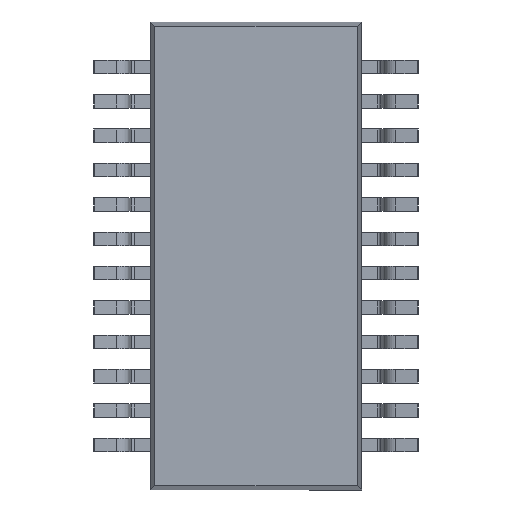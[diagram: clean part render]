
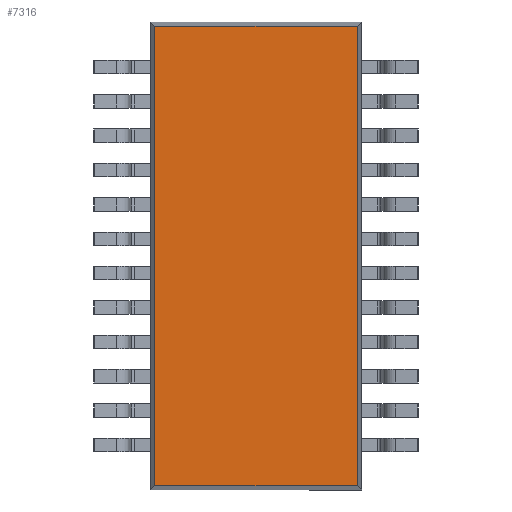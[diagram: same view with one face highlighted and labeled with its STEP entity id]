
A CAD part, front view. The second image highlights one B-rep face of the part: STEP entity #7316.
In plain terms, the highlighted planar face has unit normal (0, -1, 0).
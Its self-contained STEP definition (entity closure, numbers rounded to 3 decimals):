
#237 = DIRECTION ( 'NONE',  ( 1., 0., 0. ) ) ;
#348 = CARTESIAN_POINT ( 'NONE',  ( 1.95, 0.25, 4.245 ) ) ;
#691 = LINE ( 'NONE', #6652, #5849 ) ;
#1104 = CARTESIAN_POINT ( 'NONE',  ( 1.87, 0.25, -4.245 ) ) ;
#1522 = LINE ( 'NONE', #11058, #4539 ) ;
#1592 = ORIENTED_EDGE ( 'NONE', *, *, #10013, .T. ) ;
#1685 = EDGE_CURVE ( 'NONE', #7745, #8498, #1522, .T. ) ;
#1745 = LINE ( 'NONE', #10375, #10568 ) ;
#1845 = CARTESIAN_POINT ( 'NONE',  ( 0., 0.25, 0. ) ) ;
#2554 = DIRECTION ( 'NONE',  ( 0., 0., 1. ) ) ;
#2721 = EDGE_CURVE ( 'NONE', #8498, #10971, #1745, .T. ) ;
#3639 = FACE_OUTER_BOUND ( 'NONE', #8535, .T. ) ;
#4279 = CARTESIAN_POINT ( 'NONE',  ( 1.87, 0.25, 4.245 ) ) ;
#4511 = ORIENTED_EDGE ( 'NONE', *, *, #2721, .T. ) ;
#4539 = VECTOR ( 'NONE', #7529, 1000. ) ;
#5032 = AXIS2_PLACEMENT_3D ( 'NONE', #1845, #10259, #9397 ) ;
#5221 = VECTOR ( 'NONE', #10716, 1000. ) ;
#5432 = EDGE_CURVE ( 'NONE', #10971, #5666, #691, .T. ) ;
#5666 = VERTEX_POINT ( 'NONE', #4279 ) ;
#5849 = VECTOR ( 'NONE', #2554, 1000. ) ;
#5918 = CARTESIAN_POINT ( 'NONE',  ( -1.87, 0.25, -4.245 ) ) ;
#6652 = CARTESIAN_POINT ( 'NONE',  ( 1.87, 0.25, -4.325 ) ) ;
#6854 = PLANE ( 'NONE',  #5032 ) ;
#7163 = CARTESIAN_POINT ( 'NONE',  ( -1.87, 0.25, 4.245 ) ) ;
#7316 = ADVANCED_FACE ( 'NONE', ( #3639 ), #6854, .T. ) ;
#7529 = DIRECTION ( 'NONE',  ( 0., 0., -1. ) ) ;
#7745 = VERTEX_POINT ( 'NONE', #7163 ) ;
#8498 = VERTEX_POINT ( 'NONE', #5918 ) ;
#8535 = EDGE_LOOP ( 'NONE', ( #4511, #9179, #1592, #10122 ) ) ;
#9179 = ORIENTED_EDGE ( 'NONE', *, *, #5432, .T. ) ;
#9397 = DIRECTION ( 'NONE',  ( 0., 0., -1. ) ) ;
#9645 = LINE ( 'NONE', #348, #5221 ) ;
#10013 = EDGE_CURVE ( 'NONE', #5666, #7745, #9645, .T. ) ;
#10122 = ORIENTED_EDGE ( 'NONE', *, *, #1685, .T. ) ;
#10259 = DIRECTION ( 'NONE',  ( 0., -1., 0. ) ) ;
#10375 = CARTESIAN_POINT ( 'NONE',  ( -1.95, 0.25, -4.245 ) ) ;
#10568 = VECTOR ( 'NONE', #237, 1000. ) ;
#10716 = DIRECTION ( 'NONE',  ( -1., 0., 0. ) ) ;
#10971 = VERTEX_POINT ( 'NONE', #1104 ) ;
#11058 = CARTESIAN_POINT ( 'NONE',  ( -1.87, 0.25, 4.325 ) ) ;
